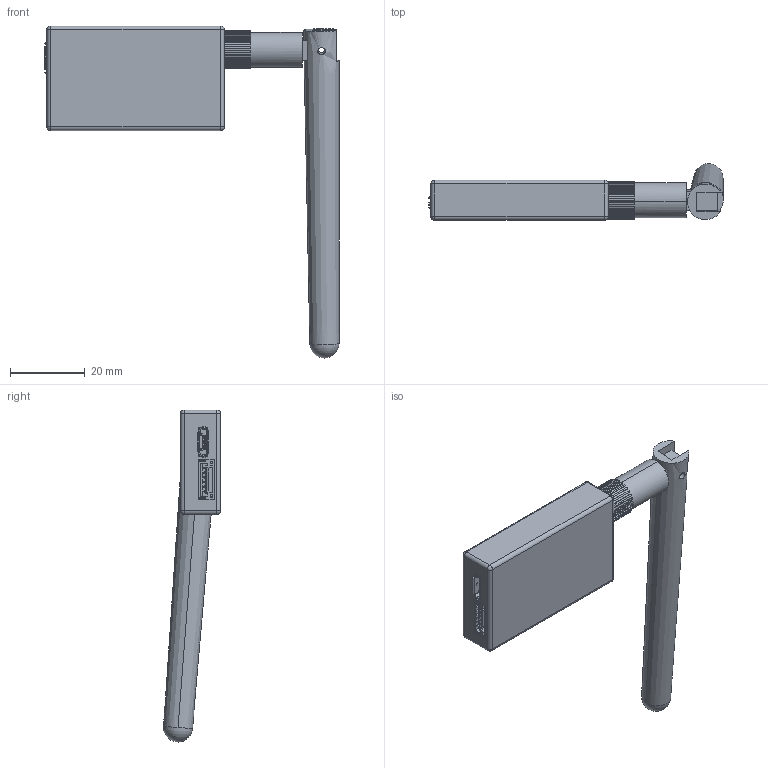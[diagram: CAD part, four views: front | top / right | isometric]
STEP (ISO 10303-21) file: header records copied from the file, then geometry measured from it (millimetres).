
FILE_DESCRIPTION (( 'STEP AP203' ), '1' );
FILE_NAME ('Telemetry Holybro Assembly.STEP', '2023-07-18T07:37:00', ( 'Tan Jun Kiat' ), ( '' ), 'SwSTEP 2.0', 'SolidWorks 2022', '' );
FILE_SCHEMA (( 'CONFIG_CONTROL_DESIGN' ));
Length unit declared in the file: millimetre
Products named in the file (6): Antenna 2; SM06B-GHS-TB; Micro USB 5 Pins, Right Angle SMT; Telemetry Holybro Assembly; Antenna 1; Telemetry
Assembly tree (5 placements, depth 2):
  Telemetry Holybro Assembly
    Telemetry
    Antenna 2
    Antenna 1
    Micro USB 5 Pins, Right Angle SMT
    SM06B-GHS-TB
Bounding box: 78.58 x 15.23 x 88.59 mm (x, y, z)
Volume: 20284 mm3; surface area: 9252.3 mm2
Topology: 20 solids, 20 shells, 1140 faces, 3267 edges, 2131 vertices
Faces by surface type: plane 841, cylinder 259, bspline 14, sphere 13, cone 7, torus 6
Entity records: 38991 total; most frequent: CARTESIAN_POINT 8319, ORIENTED_EDGE 6498, DIRECTION 6015, EDGE_CURVE 3249, VECTOR 2589, LINE 2589, VERTEX_POINT 2129, AXIS2_PLACEMENT_3D 1713
